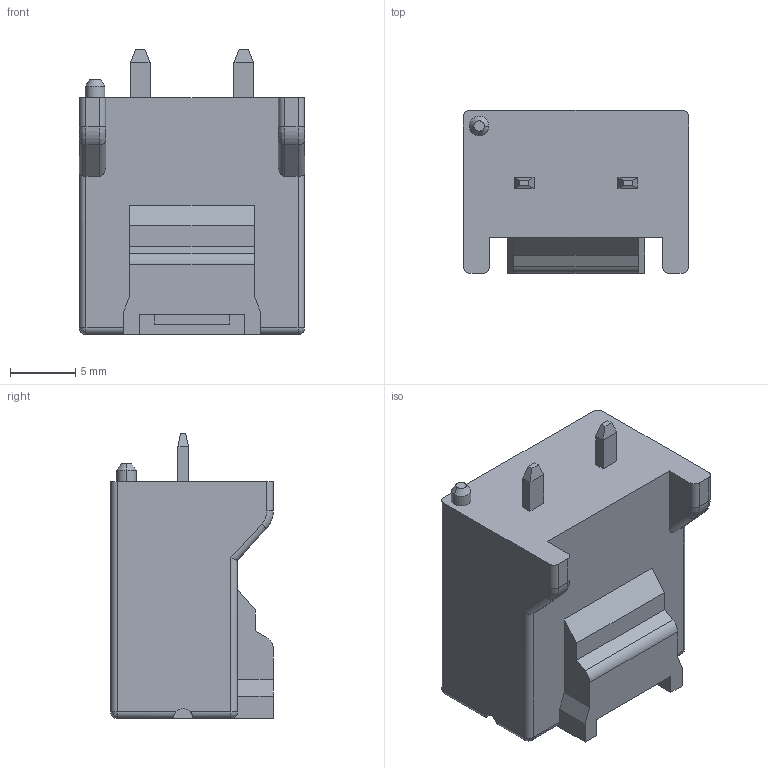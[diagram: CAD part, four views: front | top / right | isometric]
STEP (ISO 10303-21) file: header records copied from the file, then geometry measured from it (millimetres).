
FILE_DESCRIPTION (( 'STEP AP214' ), '1' );
FILE_NAME ('DF22-2P-7.92DSA.STEP', '2020-02-23T02:22:09', ( '' ), ( '' ), 'SwSTEP 2.0', 'SolidWorks 2019', '' );
FILE_SCHEMA (( 'AUTOMOTIVE_DESIGN' ));
Length unit declared in the file: inch
Products named in the file (1): DF22-2P-7.92DSA
Bounding box: 17.22 x 12.45 x 21.8 mm (x, y, z)
Volume: 2007.6 mm3; surface area: 2405.2 mm2
Topology: 1 solids, 1 shells, 117 faces, 294 edges, 180 vertices
Faces by surface type: plane 82, cylinder 25, bspline 8, cone 2
Entity records: 5063 total; most frequent: CARTESIAN_POINT 758, ORIENTED_EDGE 580, DIRECTION 544, EDGE_CURVE 290, VECTOR 236, LINE 236, VERTEX_POINT 180, AXIS2_PLACEMENT_3D 154
